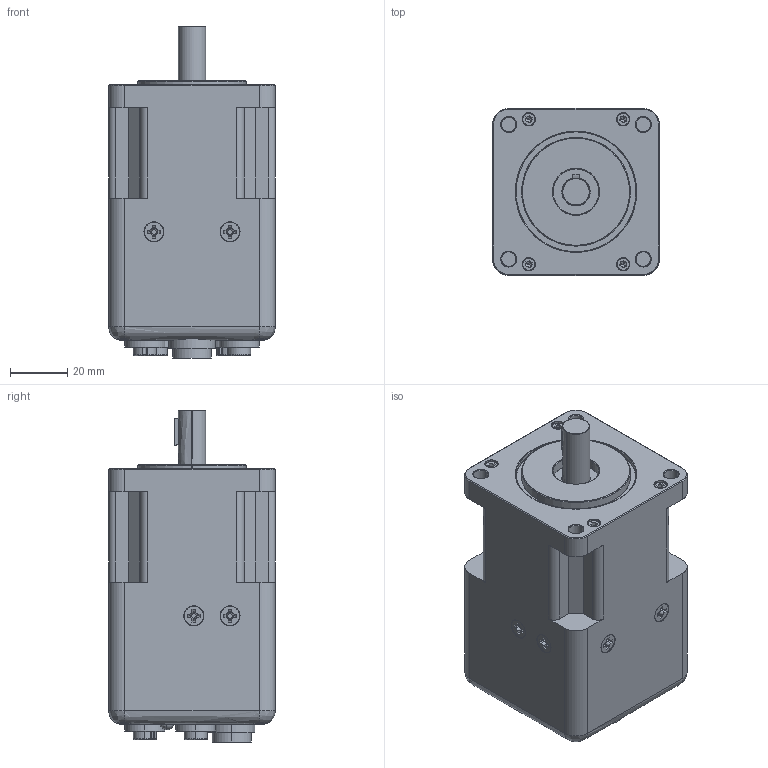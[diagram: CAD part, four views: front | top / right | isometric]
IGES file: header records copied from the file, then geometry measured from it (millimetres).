
Start section: SolidWorks IGES file using analytic representation for surfaces
Global section: file name: 23165 M&MT.IGS; native system: SolidWorks 2011; preprocessor: SolidWorks 2011; author: mtran; date: 110608.145529; units: inch
Bounding box: 58.42 x 58.42 x 116.35 mm (x, y, z)
Surface area: 34981.4 mm2 (no closed solid volume)
Topology: 0 solids, 0 shells, 968 faces, 10997 edges, 10985 vertices
Faces by surface type: bspline 494, revolution 474
